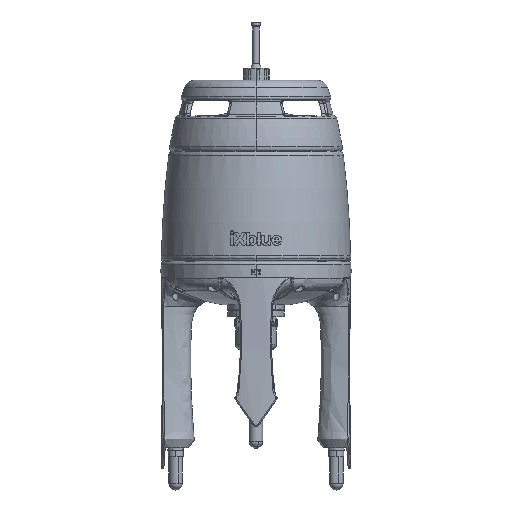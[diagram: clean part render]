
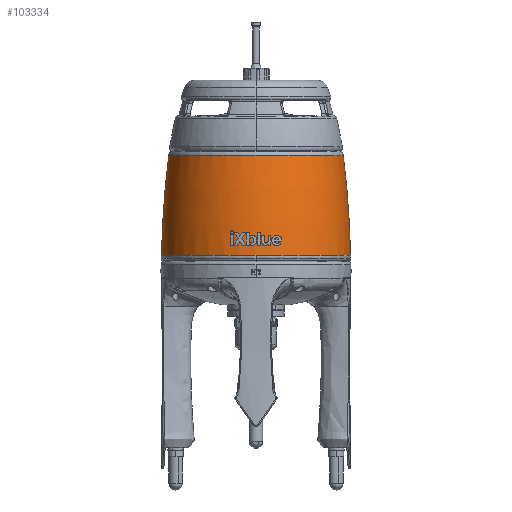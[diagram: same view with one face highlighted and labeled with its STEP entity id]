
A CAD part, top view. The second image highlights one B-rep face of the part: STEP entity #103334.
In plain terms, the highlighted toroidal (fillet/blend) face has major radius 1452.22 mm and minor radius 1600 mm.
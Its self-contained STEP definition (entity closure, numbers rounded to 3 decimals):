
#6019 = AXIS2_PLACEMENT_3D ( 'NONE', #11137, #49533, #38705 ) ;
#11137 = CARTESIAN_POINT ( 'NONE',  ( 0., 14.977, 0. ) ) ;
#11610 = ORIENTED_EDGE ( 'NONE', *, *, #59363, .T. ) ;
#14020 = CARTESIAN_POINT ( 'NONE',  ( 0., -22.7, 0. ) ) ;
#14428 = DIRECTION ( 'NONE',  ( -1., 0., 0. ) ) ;
#14868 = CARTESIAN_POINT ( 'NONE',  ( 0., 170.873, 0. ) ) ;
#16727 = EDGE_LOOP ( 'NONE', ( #59138, #11610, #51426, #111248 ) ) ;
#20344 = CARTESIAN_POINT ( 'NONE',  ( 1452.219, -22.7, 0. ) ) ;
#20688 = DIRECTION ( 'NONE',  ( 1., 0., 0. ) ) ;
#24052 = DIRECTION ( 'NONE',  ( 0., 1., 0. ) ) ;
#24195 = EDGE_CURVE ( 'NONE', #37460, #50420, #75147, .T. ) ;
#29947 = DIRECTION ( 'NONE',  ( -1., 0., 0. ) ) ;
#31004 = CIRCLE ( 'NONE', #55549, 1600. ) ;
#33701 = DIRECTION ( 'NONE',  ( -1., 0., 0. ) ) ;
#37460 = VERTEX_POINT ( 'NONE', #84741 ) ;
#38705 = DIRECTION ( 'NONE',  ( -1., 0., 0. ) ) ;
#39496 = CARTESIAN_POINT ( 'NONE',  ( -1452.219, -22.7, 0. ) ) ;
#49533 = DIRECTION ( 'NONE',  ( 0., 1., 0. ) ) ;
#50420 = VERTEX_POINT ( 'NONE', #81372 ) ;
#51426 = ORIENTED_EDGE ( 'NONE', *, *, #24195, .T. ) ;
#53661 = DIRECTION ( 'NONE',  ( 0., -1., 0. ) ) ;
#54138 = CIRCLE ( 'NONE', #6019, 147.338 ) ;
#55549 = AXIS2_PLACEMENT_3D ( 'NONE', #20344, #95894, #29947 ) ;
#59138 = ORIENTED_EDGE ( 'NONE', *, *, #103063, .F. ) ;
#59363 = EDGE_CURVE ( 'NONE', #107163, #37460, #54138, .T. ) ;
#72313 = AXIS2_PLACEMENT_3D ( 'NONE', #39496, #106175, #20688 ) ;
#75147 = CIRCLE ( 'NONE', #72313, 1600. ) ;
#81372 = CARTESIAN_POINT ( 'NONE',  ( 136.029, 170.873, 0. ) ) ;
#84741 = CARTESIAN_POINT ( 'NONE',  ( 147.338, 14.977, 0. ) ) ;
#95452 = CIRCLE ( 'NONE', #100311, 136.029 ) ;
#95894 = DIRECTION ( 'NONE',  ( 0., 0., -1. ) ) ;
#100311 = AXIS2_PLACEMENT_3D ( 'NONE', #14868, #53661, #33701 ) ;
#101111 = FACE_OUTER_BOUND ( 'NONE', #16727, .T. ) ;
#103063 = EDGE_CURVE ( 'NONE', #107163, #119162, #31004, .T. ) ;
#103334 = ADVANCED_FACE ( 'NONE', ( #101111 ), #116114, .T. ) ;
#106175 = DIRECTION ( 'NONE',  ( 0., 0., 1. ) ) ;
#107163 = VERTEX_POINT ( 'NONE', #113445 ) ;
#110740 = AXIS2_PLACEMENT_3D ( 'NONE', #14020, #24052, #14428 ) ;
#111248 = ORIENTED_EDGE ( 'NONE', *, *, #120951, .T. ) ;
#113445 = CARTESIAN_POINT ( 'NONE',  ( -147.338, 14.977, 0. ) ) ;
#114736 = CARTESIAN_POINT ( 'NONE',  ( -136.029, 170.873, 0. ) ) ;
#116114 = TOROIDAL_SURFACE ( 'NONE', #110740, -1452.219, 1600. ) ;
#119162 = VERTEX_POINT ( 'NONE', #114736 ) ;
#120951 = EDGE_CURVE ( 'NONE', #50420, #119162, #95452, .T. ) ;
